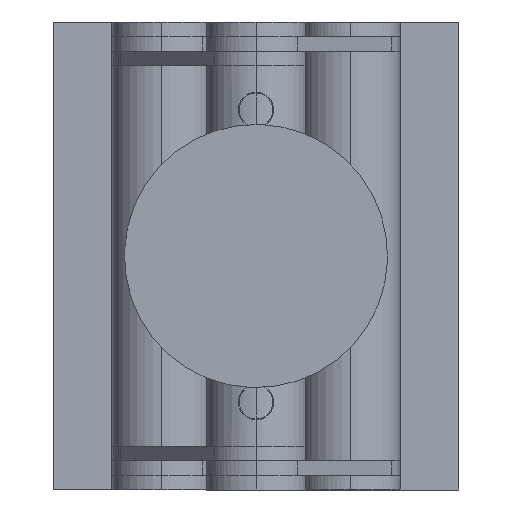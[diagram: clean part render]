
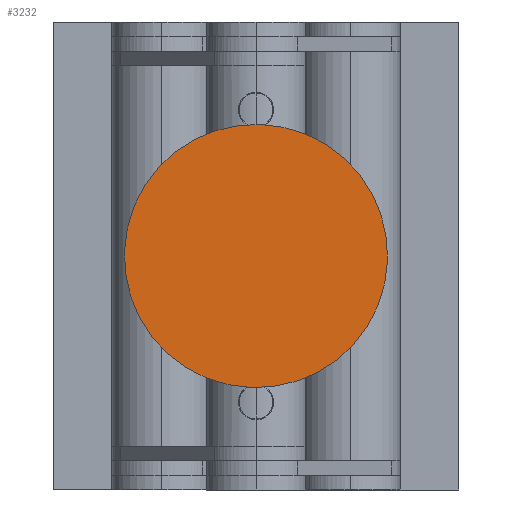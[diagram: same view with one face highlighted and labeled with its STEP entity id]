
A CAD part, left-side view. The second image highlights one B-rep face of the part: STEP entity #3232.
In plain terms, the highlighted planar face has unit normal (-1, 0, 0).
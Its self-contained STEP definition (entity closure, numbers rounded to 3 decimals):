
#256 = VERTEX_POINT ( 'NONE', #4985 ) ;
#343 = PLANE ( 'NONE',  #12883 ) ;
#915 = CARTESIAN_POINT ( 'NONE',  ( -111., -24.64, 0. ) ) ;
#1310 = EDGE_CURVE ( 'NONE', #11448, #256, #3073, .T. ) ;
#2084 = CARTESIAN_POINT ( 'NONE',  ( -111., -24.64, 0. ) ) ;
#2980 = EDGE_LOOP ( 'NONE', ( #4120, #5909 ) ) ;
#3073 = CIRCLE ( 'NONE', #3401, 22.5 ) ;
#3232 = ADVANCED_FACE ( 'NONE', ( #10448 ), #343, .T. ) ;
#3401 = AXIS2_PLACEMENT_3D ( 'NONE', #915, #3884, #11054 ) ;
#3638 = DIRECTION ( 'NONE',  ( -1., 0., 0. ) ) ;
#3884 = DIRECTION ( 'NONE',  ( -1., 0., 0. ) ) ;
#4120 = ORIENTED_EDGE ( 'NONE', *, *, #1310, .T. ) ;
#4150 = EDGE_CURVE ( 'NONE', #256, #11448, #10418, .T. ) ;
#4368 = DIRECTION ( 'NONE',  ( -1., 0., 0. ) ) ;
#4557 = DIRECTION ( 'NONE',  ( 0., 0.304, 0.953 ) ) ;
#4985 = CARTESIAN_POINT ( 'NONE',  ( -111., -17.792, 21.432 ) ) ;
#5909 = ORIENTED_EDGE ( 'NONE', *, *, #4150, .T. ) ;
#6451 = CARTESIAN_POINT ( 'NONE',  ( -111., -31.488, -21.432 ) ) ;
#8351 = DIRECTION ( 'NONE',  ( 0., 0.304, 0.953 ) ) ;
#10418 = CIRCLE ( 'NONE', #12596, 22.5 ) ;
#10448 = FACE_OUTER_BOUND ( 'NONE', #2980, .T. ) ;
#11054 = DIRECTION ( 'NONE',  ( 0., 0.304, 0.953 ) ) ;
#11448 = VERTEX_POINT ( 'NONE', #6451 ) ;
#11765 = CARTESIAN_POINT ( 'NONE',  ( -111., -24.64, 0. ) ) ;
#12596 = AXIS2_PLACEMENT_3D ( 'NONE', #11765, #3638, #4557 ) ;
#12883 = AXIS2_PLACEMENT_3D ( 'NONE', #2084, #4368, #8351 ) ;
